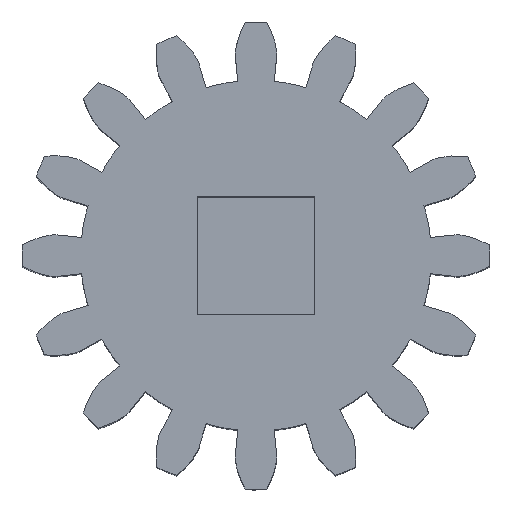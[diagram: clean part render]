
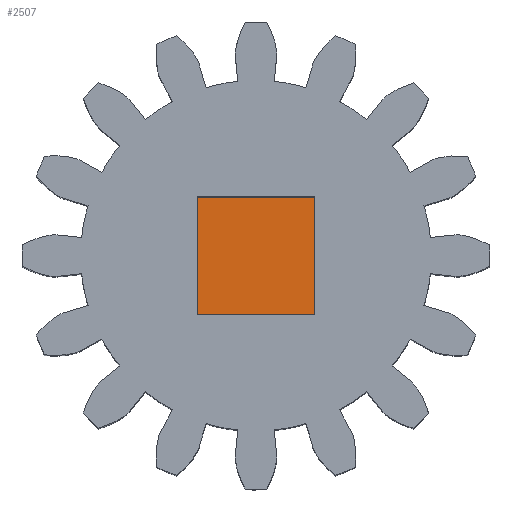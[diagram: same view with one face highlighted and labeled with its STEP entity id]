
A CAD part, top view. The second image highlights one B-rep face of the part: STEP entity #2507.
In plain terms, the highlighted planar face has unit normal (0, 0, 1).
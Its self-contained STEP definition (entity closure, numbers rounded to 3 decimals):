
#186=PLANE('',#2661);
#259=FACE_OUTER_BOUND('',#396,.T.);
#396=EDGE_LOOP('',(#1691,#1692,#1693,#1694));
#532=LINE('',#3394,#737);
#536=LINE('',#3401,#741);
#539=LINE('',#3407,#744);
#541=LINE('',#3410,#746);
#737=VECTOR('',#2842,10.);
#741=VECTOR('',#2848,10.);
#744=VECTOR('',#2853,10.);
#746=VECTOR('',#2857,10.);
#1009=VERTEX_POINT('',#3391);
#1010=VERTEX_POINT('',#3393);
#1012=VERTEX_POINT('',#3399);
#1014=VERTEX_POINT('',#3405);
#1276=EDGE_CURVE('',#1009,#1010,#532,.T.);
#1280=EDGE_CURVE('',#1012,#1009,#536,.T.);
#1283=EDGE_CURVE('',#1014,#1012,#539,.T.);
#1285=EDGE_CURVE('',#1010,#1014,#541,.T.);
#1691=ORIENTED_EDGE('',*,*,#1285,.F.);
#1692=ORIENTED_EDGE('',*,*,#1276,.F.);
#1693=ORIENTED_EDGE('',*,*,#1280,.F.);
#1694=ORIENTED_EDGE('',*,*,#1283,.F.);
#2507=ADVANCED_FACE('',(#259),#186,.F.);
#2661=AXIS2_PLACEMENT_3D('',#3411,#2858,#2859);
#2842=DIRECTION('',(1.,0.,0.));
#2848=DIRECTION('',(0.,1.,0.));
#2853=DIRECTION('',(-1.,0.,0.));
#2857=DIRECTION('',(0.,-1.,0.));
#2858=DIRECTION('center_axis',(0.,0.,-1.));
#2859=DIRECTION('ref_axis',(-1.,0.,0.));
#3391=CARTESIAN_POINT('',(-6.35,6.35,22.8));
#3393=CARTESIAN_POINT('',(6.35,6.35,22.8));
#3394=CARTESIAN_POINT('',(6.35,6.35,22.8));
#3399=CARTESIAN_POINT('',(-6.35,-6.35,22.8));
#3401=CARTESIAN_POINT('',(-6.35,6.35,22.8));
#3405=CARTESIAN_POINT('',(6.35,-6.35,22.8));
#3407=CARTESIAN_POINT('',(-6.35,-6.35,22.8));
#3410=CARTESIAN_POINT('',(6.35,-6.35,22.8));
#3411=CARTESIAN_POINT('Origin',(0.,0.,22.8));
